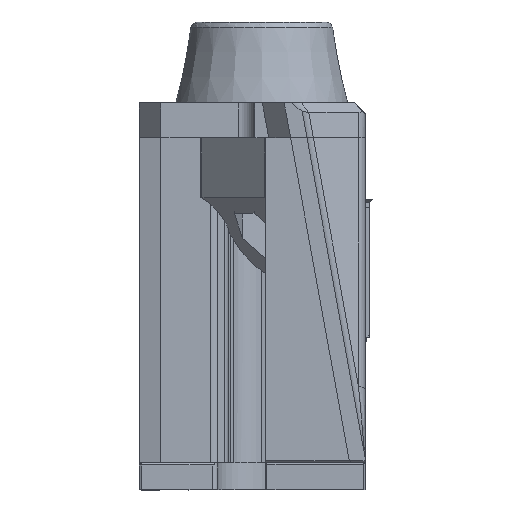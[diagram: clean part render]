
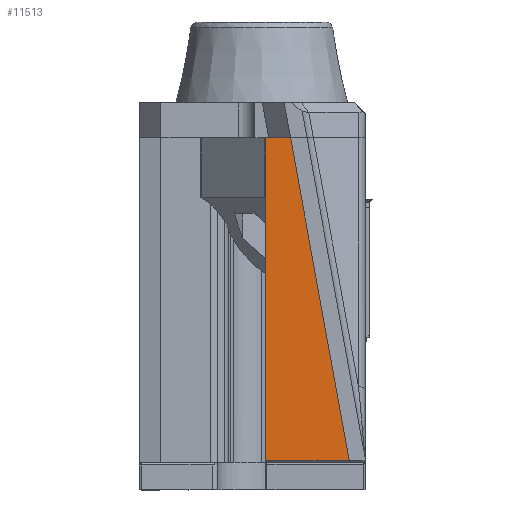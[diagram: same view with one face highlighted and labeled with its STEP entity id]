
A CAD part, left-side view. The second image highlights one B-rep face of the part: STEP entity #11513.
In plain terms, the highlighted planar face has unit normal (-1, 0, 0).
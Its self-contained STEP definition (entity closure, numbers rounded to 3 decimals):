
#1411=LINE('',#20513,#2561);
#1418=LINE('',#20525,#2568);
#1448=LINE('',#20664,#2598);
#1449=LINE('',#20665,#2599);
#2561=VECTOR('',#15573,10.);
#2568=VECTOR('',#15584,10.);
#2598=VECTOR('',#15664,10.);
#2599=VECTOR('',#15665,10.);
#3480=FACE_OUTER_BOUND('',#4201,.T.);
#4201=EDGE_LOOP('',(#10006,#10007,#10008,#10009));
#5475=VERTEX_POINT('',#20510);
#5476=VERTEX_POINT('',#20512);
#5479=VERTEX_POINT('',#20523);
#5499=VERTEX_POINT('',#20663);
#6986=EDGE_CURVE('',#5475,#5476,#1411,.T.);
#6993=EDGE_CURVE('',#5479,#5475,#1418,.T.);
#7030=EDGE_CURVE('',#5499,#5479,#1448,.T.);
#7031=EDGE_CURVE('',#5476,#5499,#1449,.T.);
#10006=ORIENTED_EDGE('',*,*,#6993,.F.);
#10007=ORIENTED_EDGE('',*,*,#7030,.F.);
#10008=ORIENTED_EDGE('',*,*,#7031,.F.);
#10009=ORIENTED_EDGE('',*,*,#6986,.F.);
#10891=PLANE('',#12703);
#11513=ADVANCED_FACE('',(#3480),#10891,.F.);
#12703=AXIS2_PLACEMENT_3D('',#20662,#15662,#15663);
#15573=DIRECTION('',(0.,0.,1.));
#15584=DIRECTION('',(0.,1.,0.));
#15662=DIRECTION('center_axis',(1.,0.,0.));
#15663=DIRECTION('ref_axis',(0.,0.,-1.));
#15664=DIRECTION('',(0.,-0.179,-0.984));
#15665=DIRECTION('',(0.,-1.,0.));
#20510=CARTESIAN_POINT('',(187.,5.164,99.236));
#20512=CARTESIAN_POINT('',(187.,5.164,159.336));
#20513=CARTESIAN_POINT('',(187.,5.164,111.461));
#20523=CARTESIAN_POINT('',(187.,-10.386,99.236));
#20525=CARTESIAN_POINT('',(187.,103.789,99.236));
#20662=CARTESIAN_POINT('Origin',(187.,-4.086,129.086));
#20663=CARTESIAN_POINT('',(187.,0.536,159.336));
#20664=CARTESIAN_POINT('',(187.,0.536,159.336));
#20665=CARTESIAN_POINT('',(187.,103.789,159.336));
